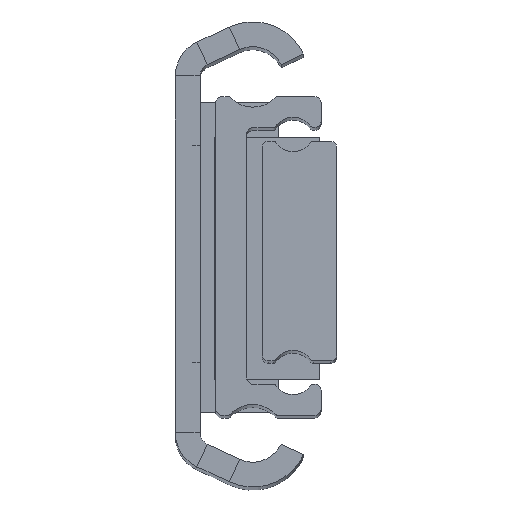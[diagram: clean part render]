
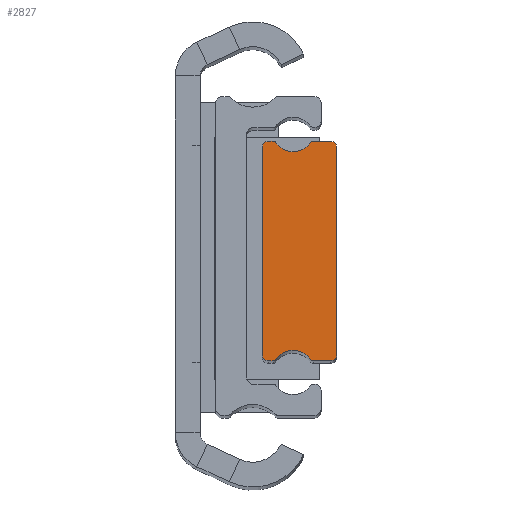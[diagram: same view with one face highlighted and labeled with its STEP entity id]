
A CAD part, top view. The second image highlights one B-rep face of the part: STEP entity #2827.
In plain terms, the highlighted planar face has unit normal (0, 0, 1).
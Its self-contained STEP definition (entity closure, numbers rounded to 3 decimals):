
#23 = EDGE_CURVE ( 'NONE', #4117, #1614, #3768, .T. ) ;
#41 = DIRECTION ( 'NONE',  ( 0., -1., 0. ) ) ;
#103 = ORIENTED_EDGE ( 'NONE', *, *, #2314, .T. ) ;
#113 = CARTESIAN_POINT ( 'NONE',  ( -10.203, 17.688, 0. ) ) ;
#259 = DIRECTION ( 'NONE',  ( -1., 0., 0. ) ) ;
#275 = VERTEX_POINT ( 'NONE', #2096 ) ;
#307 = DIRECTION ( 'NONE',  ( 1., 0., 0. ) ) ;
#369 = EDGE_CURVE ( 'NONE', #2260, #4117, #2200, .T. ) ;
#426 = CARTESIAN_POINT ( 'NONE',  ( -11., -16.687, 0. ) ) ;
#471 = VECTOR ( 'NONE', #3992, 1000. ) ;
#508 = CIRCLE ( 'NONE', #4691, 1. ) ;
#528 = ORIENTED_EDGE ( 'NONE', *, *, #1571, .T. ) ;
#533 = AXIS2_PLACEMENT_3D ( 'NONE', #2401, #3072, #4497 ) ;
#560 = ORIENTED_EDGE ( 'NONE', *, *, #3702, .T. ) ;
#590 = DIRECTION ( 'NONE',  ( 1., 0., 0. ) ) ;
#614 = CARTESIAN_POINT ( 'NONE',  ( -11., 17.688, 0. ) ) ;
#664 = CIRCLE ( 'NONE', #4455, 0.5 ) ;
#723 = VERTEX_POINT ( 'NONE', #4560 ) ;
#799 = ORIENTED_EDGE ( 'NONE', *, *, #369, .T. ) ;
#802 = DIRECTION ( 'NONE',  ( 0., 0., -1. ) ) ;
#809 = EDGE_CURVE ( 'NONE', #3666, #723, #2862, .T. ) ;
#834 = VECTOR ( 'NONE', #2053, 1000. ) ;
#952 = VECTOR ( 'NONE', #259, 1000. ) ;
#973 = VERTEX_POINT ( 'NONE', #3956 ) ;
#1058 = ORIENTED_EDGE ( 'NONE', *, *, #1806, .T. ) ;
#1127 = ORIENTED_EDGE ( 'NONE', *, *, #4396, .T. ) ;
#1225 = DIRECTION ( 'NONE',  ( 1., 0., 0. ) ) ;
#1231 = CARTESIAN_POINT ( 'NONE',  ( -11., 16.687, 0. ) ) ;
#1300 = CIRCLE ( 'NONE', #3954, 1. ) ;
#1326 = CARTESIAN_POINT ( 'NONE',  ( 0., 16.688, 0. ) ) ;
#1412 = DIRECTION ( 'NONE',  ( 0., 0., 1. ) ) ;
#1521 = EDGE_LOOP ( 'NONE', ( #528, #3074, #1058, #4510, #4016, #2055, #2933, #2169, #3375, #103, #1127, #560, #2189, #2590, #799, #4478 ) ) ;
#1546 = DIRECTION ( 'NONE',  ( -1., 0., 0. ) ) ;
#1571 = EDGE_CURVE ( 'NONE', #1614, #2684, #4488, .T. ) ;
#1573 = VERTEX_POINT ( 'NONE', #3894 ) ;
#1575 = DIRECTION ( 'NONE',  ( 1., 0., 0. ) ) ;
#1614 = VERTEX_POINT ( 'NONE', #614 ) ;
#1626 = AXIS2_PLACEMENT_3D ( 'NONE', #2134, #4295, #590 ) ;
#1696 = EDGE_CURVE ( 'NONE', #3541, #2260, #4258, .T. ) ;
#1724 = EDGE_CURVE ( 'NONE', #723, #3059, #3809, .T. ) ;
#1806 = EDGE_CURVE ( 'NONE', #3453, #1573, #1300, .T. ) ;
#1872 = DIRECTION ( 'NONE',  ( 1., 0., 0. ) ) ;
#1935 = DIRECTION ( 'NONE',  ( 1., 0., 0. ) ) ;
#2037 = EDGE_CURVE ( 'NONE', #2684, #3453, #4307, .T. ) ;
#2053 = DIRECTION ( 'NONE',  ( 1., 0., 0. ) ) ;
#2055 = ORIENTED_EDGE ( 'NONE', *, *, #3675, .T. ) ;
#2096 = CARTESIAN_POINT ( 'NONE',  ( -1., 17.688, 0. ) ) ;
#2112 = CARTESIAN_POINT ( 'NONE',  ( -3.797, -17.688, 0. ) ) ;
#2132 = AXIS2_PLACEMENT_3D ( 'NONE', #4298, #3511, #2869 ) ;
#2134 = CARTESIAN_POINT ( 'NONE',  ( -7., -19.412, 0. ) ) ;
#2152 = DIRECTION ( 'NONE',  ( 1., 0., 0. ) ) ;
#2169 = ORIENTED_EDGE ( 'NONE', *, *, #809, .T. ) ;
#2186 = DIRECTION ( 'NONE',  ( 1., 0., 0. ) ) ;
#2189 = ORIENTED_EDGE ( 'NONE', *, *, #4190, .T. ) ;
#2200 = CIRCLE ( 'NONE', #533, 0.5 ) ;
#2212 = AXIS2_PLACEMENT_3D ( 'NONE', #4064, #802, #2186 ) ;
#2233 = CARTESIAN_POINT ( 'NONE',  ( -1., -16.688, 0. ) ) ;
#2234 = VECTOR ( 'NONE', #3302, 1000. ) ;
#2260 = VERTEX_POINT ( 'NONE', #3686 ) ;
#2314 = EDGE_CURVE ( 'NONE', #3059, #3222, #2898, .T. ) ;
#2389 = AXIS2_PLACEMENT_3D ( 'NONE', #4413, #2592, #2152 ) ;
#2401 = CARTESIAN_POINT ( 'NONE',  ( -10.203, 17.188, 0. ) ) ;
#2486 = CARTESIAN_POINT ( 'NONE',  ( -3.797, -17.688, 0. ) ) ;
#2581 = DIRECTION ( 'NONE',  ( 0., 0., 1. ) ) ;
#2590 = ORIENTED_EDGE ( 'NONE', *, *, #1696, .T. ) ;
#2592 = DIRECTION ( 'NONE',  ( 0., 0., 1. ) ) ;
#2594 = VERTEX_POINT ( 'NONE', #4368 ) ;
#2628 = CARTESIAN_POINT ( 'NONE',  ( -11., -17.687, 0. ) ) ;
#2664 = DIRECTION ( 'NONE',  ( 0., 0., 1. ) ) ;
#2684 = VERTEX_POINT ( 'NONE', #4685 ) ;
#2769 = CARTESIAN_POINT ( 'NONE',  ( -10.203, 17.688, 0. ) ) ;
#2827 = ADVANCED_FACE ( 'NONE', ( #3725 ), #4126, .T. ) ;
#2862 = LINE ( 'NONE', #2486, #834 ) ;
#2869 = DIRECTION ( 'NONE',  ( 1., 0., 0. ) ) ;
#2898 = LINE ( 'NONE', #4374, #471 ) ;
#2919 = DIRECTION ( 'NONE',  ( 1., 0., 0. ) ) ;
#2928 = CARTESIAN_POINT ( 'NONE',  ( -4.208, -17.473, 0. ) ) ;
#2933 = ORIENTED_EDGE ( 'NONE', *, *, #4334, .T. ) ;
#2946 = LINE ( 'NONE', #2628, #2234 ) ;
#2998 = AXIS2_PLACEMENT_3D ( 'NONE', #4246, #1412, #307 ) ;
#3047 = AXIS2_PLACEMENT_3D ( 'NONE', #2233, #3342, #2919 ) ;
#3059 = VERTEX_POINT ( 'NONE', #3665 ) ;
#3072 = DIRECTION ( 'NONE',  ( 0., 0., 1. ) ) ;
#3074 = ORIENTED_EDGE ( 'NONE', *, *, #2037, .T. ) ;
#3075 = CIRCLE ( 'NONE', #1626, 3.4 ) ;
#3133 = LINE ( 'NONE', #4592, #952 ) ;
#3222 = VERTEX_POINT ( 'NONE', #1326 ) ;
#3295 = CIRCLE ( 'NONE', #2998, 0.5 ) ;
#3302 = DIRECTION ( 'NONE',  ( 1., 0., 0. ) ) ;
#3342 = DIRECTION ( 'NONE',  ( 0., 0., 1. ) ) ;
#3374 = EDGE_CURVE ( 'NONE', #1573, #973, #2946, .T. ) ;
#3375 = ORIENTED_EDGE ( 'NONE', *, *, #1724, .T. ) ;
#3386 = DIRECTION ( 'NONE',  ( 0., 0., 1. ) ) ;
#3453 = VERTEX_POINT ( 'NONE', #4375 ) ;
#3511 = DIRECTION ( 'NONE',  ( 0., 0., 1. ) ) ;
#3541 = VERTEX_POINT ( 'NONE', #4205 ) ;
#3653 = EDGE_CURVE ( 'NONE', #973, #2594, #3295, .T. ) ;
#3665 = CARTESIAN_POINT ( 'NONE',  ( 0., -16.688, 0. ) ) ;
#3666 = VERTEX_POINT ( 'NONE', #2112 ) ;
#3669 = VERTEX_POINT ( 'NONE', #3916 ) ;
#3675 = EDGE_CURVE ( 'NONE', #2594, #4663, #3075, .T. ) ;
#3685 = CIRCLE ( 'NONE', #2389, 0.5 ) ;
#3686 = CARTESIAN_POINT ( 'NONE',  ( -9.792, 17.473, 0. ) ) ;
#3702 = EDGE_CURVE ( 'NONE', #275, #3669, #3133, .T. ) ;
#3725 = FACE_OUTER_BOUND ( 'NONE', #1521, .T. ) ;
#3768 = LINE ( 'NONE', #113, #4321 ) ;
#3809 = CIRCLE ( 'NONE', #3047, 1. ) ;
#3894 = CARTESIAN_POINT ( 'NONE',  ( -11., -17.687, 0. ) ) ;
#3916 = CARTESIAN_POINT ( 'NONE',  ( -3.797, 17.688, 0. ) ) ;
#3954 = AXIS2_PLACEMENT_3D ( 'NONE', #426, #2581, #1872 ) ;
#3956 = CARTESIAN_POINT ( 'NONE',  ( -10.203, -17.688, 0. ) ) ;
#3992 = DIRECTION ( 'NONE',  ( 0., 1., 0. ) ) ;
#4016 = ORIENTED_EDGE ( 'NONE', *, *, #3653, .T. ) ;
#4064 = CARTESIAN_POINT ( 'NONE',  ( -7., 19.412, 0. ) ) ;
#4117 = VERTEX_POINT ( 'NONE', #2769 ) ;
#4126 = PLANE ( 'NONE',  #4353 ) ;
#4190 = EDGE_CURVE ( 'NONE', #3669, #3541, #3685, .T. ) ;
#4205 = CARTESIAN_POINT ( 'NONE',  ( -4.208, 17.473, 0. ) ) ;
#4246 = CARTESIAN_POINT ( 'NONE',  ( -10.203, -17.188, 0. ) ) ;
#4258 = CIRCLE ( 'NONE', #2212, 3.4 ) ;
#4263 = VECTOR ( 'NONE', #41, 1000. ) ;
#4295 = DIRECTION ( 'NONE',  ( 0., 0., -1. ) ) ;
#4298 = CARTESIAN_POINT ( 'NONE',  ( -11., 16.687, 0. ) ) ;
#4307 = LINE ( 'NONE', #4383, #4263 ) ;
#4321 = VECTOR ( 'NONE', #1546, 1000. ) ;
#4334 = EDGE_CURVE ( 'NONE', #4663, #3666, #664, .T. ) ;
#4353 = AXIS2_PLACEMENT_3D ( 'NONE', #1231, #3386, #1575 ) ;
#4368 = CARTESIAN_POINT ( 'NONE',  ( -9.792, -17.473, 0. ) ) ;
#4374 = CARTESIAN_POINT ( 'NONE',  ( 0., -16.688, 0. ) ) ;
#4375 = CARTESIAN_POINT ( 'NONE',  ( -12., -16.687, 0. ) ) ;
#4383 = CARTESIAN_POINT ( 'NONE',  ( -12., 16.688, 0. ) ) ;
#4396 = EDGE_CURVE ( 'NONE', #3222, #275, #508, .T. ) ;
#4413 = CARTESIAN_POINT ( 'NONE',  ( -3.797, 17.188, 0. ) ) ;
#4455 = AXIS2_PLACEMENT_3D ( 'NONE', #4532, #4508, #1935 ) ;
#4478 = ORIENTED_EDGE ( 'NONE', *, *, #23, .T. ) ;
#4481 = CARTESIAN_POINT ( 'NONE',  ( -1., 16.688, 0. ) ) ;
#4488 = CIRCLE ( 'NONE', #2132, 1. ) ;
#4497 = DIRECTION ( 'NONE',  ( 1., 0., 0. ) ) ;
#4508 = DIRECTION ( 'NONE',  ( 0., 0., 1. ) ) ;
#4510 = ORIENTED_EDGE ( 'NONE', *, *, #3374, .T. ) ;
#4532 = CARTESIAN_POINT ( 'NONE',  ( -3.797, -17.188, 0. ) ) ;
#4560 = CARTESIAN_POINT ( 'NONE',  ( -1., -17.688, 0. ) ) ;
#4592 = CARTESIAN_POINT ( 'NONE',  ( -1., 17.688, 0. ) ) ;
#4663 = VERTEX_POINT ( 'NONE', #2928 ) ;
#4685 = CARTESIAN_POINT ( 'NONE',  ( -12., 16.688, 0. ) ) ;
#4691 = AXIS2_PLACEMENT_3D ( 'NONE', #4481, #2664, #1225 ) ;
